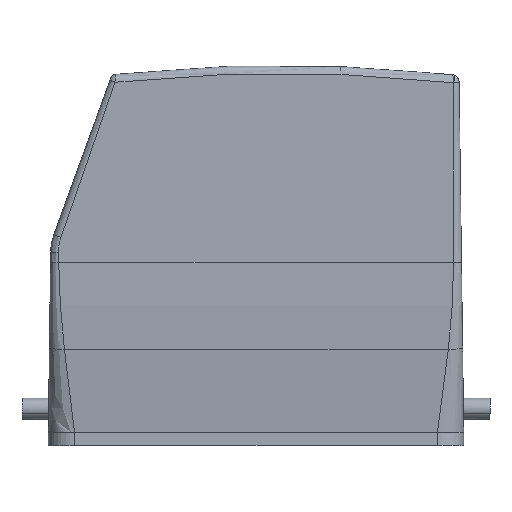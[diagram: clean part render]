
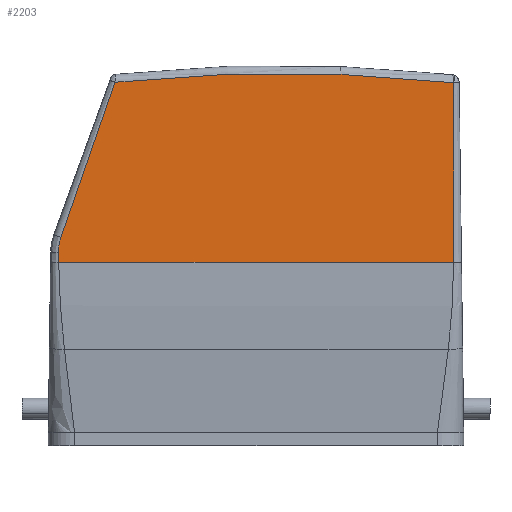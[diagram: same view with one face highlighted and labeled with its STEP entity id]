
A CAD part, left-side view. The second image highlights one B-rep face of the part: STEP entity #2203.
In plain terms, the highlighted planar face has unit normal (-1, 0, 0).
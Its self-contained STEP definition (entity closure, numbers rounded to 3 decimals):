
#2135=AXIS2_PLACEMENT_3D('Plane Axis2P3D',#2132,#2133,#2134) ;
#2139=AXIS2_PLACEMENT_3D('Circle Axis2P3D',#2137,#2138,$) ;
#861=CARTESIAN_POINT('Vertex',(0.,82.023,34.864)) ;
#920=CARTESIAN_POINT('Control Point',(0.,82.051,36.78)) ;
#921=CARTESIAN_POINT('Control Point',(0.,82.046,36.398)) ;
#922=CARTESIAN_POINT('Control Point',(0.,82.041,36.015)) ;
#923=CARTESIAN_POINT('Control Point',(0.,82.036,35.631)) ;
#924=CARTESIAN_POINT('Control Point',(0.,82.03,35.248)) ;
#925=CARTESIAN_POINT('Control Point',(0.,82.023,34.864)) ;
#926=CARTESIAN_POINT('Vertex',(0.,82.051,36.78)) ;
#1175=CARTESIAN_POINT('Control Point',(0.,81.613,39.603)) ;
#1176=CARTESIAN_POINT('Control Point',(0.,81.796,39.058)) ;
#1177=CARTESIAN_POINT('Control Point',(0.,81.934,38.496)) ;
#1178=CARTESIAN_POINT('Control Point',(0.,82.022,37.924)) ;
#1179=CARTESIAN_POINT('Control Point',(0.,82.061,37.351)) ;
#1180=CARTESIAN_POINT('Control Point',(0.,82.051,36.78)) ;
#1181=CARTESIAN_POINT('Vertex',(0.,81.613,39.603)) ;
#2110=CARTESIAN_POINT('Line Origine',(0.,43.947,34.864)) ;
#2114=CARTESIAN_POINT('Vertex',(0.,6.923,34.864)) ;
#2132=CARTESIAN_POINT('Axis2P3D Location',(0.,6.172,-25.473)) ;
#2137=CARTESIAN_POINT('Axis2P3D Location',(0.,39.5,-227.7)) ;
#2141=CARTESIAN_POINT('Vertex',(0.,6.87,69.011)) ;
#2143=CARTESIAN_POINT('Vertex',(0.,71.329,69.098)) ;
#2147=CARTESIAN_POINT('Control Point',(0.,71.329,69.098)) ;
#2148=CARTESIAN_POINT('Control Point',(0.,71.356,69.024)) ;
#2149=CARTESIAN_POINT('Control Point',(0.,71.382,68.95)) ;
#2150=CARTESIAN_POINT('Control Point',(0.,71.409,68.876)) ;
#2151=CARTESIAN_POINT('Control Point',(0.,71.464,68.721)) ;
#2152=CARTESIAN_POINT('Control Point',(0.,71.52,68.566)) ;
#2153=CARTESIAN_POINT('Control Point',(0.,71.537,68.518)) ;
#2154=CARTESIAN_POINT('Control Point',(0.,71.597,68.349)) ;
#2155=CARTESIAN_POINT('Control Point',(0.,71.66,68.172)) ;
#2156=CARTESIAN_POINT('Control Point',(0.,71.692,68.082)) ;
#2157=CARTESIAN_POINT('Control Point',(0.,71.751,67.917)) ;
#2158=CARTESIAN_POINT('Control Point',(0.,71.806,67.765)) ;
#2159=CARTESIAN_POINT('Control Point',(0.,71.831,67.692)) ;
#2160=CARTESIAN_POINT('Control Point',(0.,72.175,66.728)) ;
#2161=CARTESIAN_POINT('Control Point',(0.,72.519,65.763)) ;
#2162=CARTESIAN_POINT('Control Point',(0.,72.836,64.872)) ;
#2163=CARTESIAN_POINT('Control Point',(0.,73.982,61.638)) ;
#2164=CARTESIAN_POINT('Control Point',(0.,75.12,58.404)) ;
#2165=CARTESIAN_POINT('Control Point',(0.,75.94,56.061)) ;
#2166=CARTESIAN_POINT('Control Point',(0.,77.369,51.956)) ;
#2167=CARTESIAN_POINT('Control Point',(0.,78.79,47.845)) ;
#2168=CARTESIAN_POINT('Control Point',(0.,79.401,46.072)) ;
#2169=CARTESIAN_POINT('Control Point',(0.,80.212,43.714)) ;
#2170=CARTESIAN_POINT('Control Point',(0.,81.017,41.355)) ;
#2171=CARTESIAN_POINT('Control Point',(0.,81.209,40.794)) ;
#2172=CARTESIAN_POINT('Control Point',(0.,81.411,40.199)) ;
#2173=CARTESIAN_POINT('Control Point',(0.,81.613,39.603)) ;
#2176=CARTESIAN_POINT('Control Point',(0.,6.87,69.011)) ;
#2177=CARTESIAN_POINT('Control Point',(0.,6.869,68.926)) ;
#2178=CARTESIAN_POINT('Control Point',(0.,6.869,68.84)) ;
#2179=CARTESIAN_POINT('Control Point',(0.,6.868,68.755)) ;
#2180=CARTESIAN_POINT('Control Point',(0.,6.867,68.584)) ;
#2181=CARTESIAN_POINT('Control Point',(0.,6.866,68.413)) ;
#2182=CARTESIAN_POINT('Control Point',(0.,6.865,68.327)) ;
#2183=CARTESIAN_POINT('Control Point',(0.,6.827,62.945)) ;
#2184=CARTESIAN_POINT('Control Point',(0.,6.804,57.566)) ;
#2185=CARTESIAN_POINT('Control Point',(0.,6.816,52.267)) ;
#2186=CARTESIAN_POINT('Control Point',(0.,6.831,45.716)) ;
#2187=CARTESIAN_POINT('Control Point',(0.,6.879,39.166)) ;
#2188=CARTESIAN_POINT('Control Point',(0.,6.889,37.906)) ;
#2189=CARTESIAN_POINT('Control Point',(0.,6.903,36.542)) ;
#2190=CARTESIAN_POINT('Control Point',(0.,6.919,35.177)) ;
#2191=CARTESIAN_POINT('Control Point',(0.,6.921,35.073)) ;
#2192=CARTESIAN_POINT('Control Point',(0.,6.922,34.968)) ;
#2193=CARTESIAN_POINT('Control Point',(0.,6.923,34.864)) ;
#2111=DIRECTION('Vector Direction',(0.,-1.,0.)) ;
#2133=DIRECTION('Axis2P3D Direction',(-1.,0.,0.)) ;
#2134=DIRECTION('Axis2P3D XDirection',(0.,-0.17,0.985)) ;
#2138=DIRECTION('Axis2P3D Direction',(-1.,0.,0.)) ;
#2112=VECTOR('Line Direction',#2111,1.) ;
#2196=ORIENTED_EDGE('',*,*,#2145,.T.) ;
#2197=ORIENTED_EDGE('',*,*,#2174,.F.) ;
#2198=ORIENTED_EDGE('',*,*,#1183,.F.) ;
#2199=ORIENTED_EDGE('',*,*,#928,.F.) ;
#2200=ORIENTED_EDGE('',*,*,#2116,.T.) ;
#2201=ORIENTED_EDGE('',*,*,#2194,.T.) ;
#2203=ADVANCED_FACE('Hood',(#2202),#2136,.T.) ;
#919=B_SPLINE_CURVE_WITH_KNOTS('',5,(#920,#921,#922,#923,#924,#925),.UNSPECIFIED.,.F.,.U.,(6,6),(61.21,63.126),.UNSPECIFIED.) ;
#1174=B_SPLINE_CURVE_WITH_KNOTS('',5,(#1175,#1176,#1177,#1178,#1179,#1180),.UNSPECIFIED.,.F.,.U.,(6,6),(177.029,180.219),.UNSPECIFIED.) ;
#2146=B_SPLINE_CURVE_WITH_KNOTS('',5,(#2147,#2148,#2149,#2150,#2151,#2152,#2153,#2154,#2155,#2156,#2157,#2158,#2159,#2160,#2161,#2162,#2163,#2164,#2165,#2166,#2167,#2168,#2169,#2170,#2171,#2172,#2173),.UNSPECIFIED.,.F.,.U.,(6,3,3,3,3,3,3,3,6),(0.,0.558,1.169,1.72,2.279,8.975,26.593,39.803,44.262),.UNSPECIFIED.) ;
#2175=B_SPLINE_CURVE_WITH_KNOTS('',5,(#2176,#2177,#2178,#2179,#2180,#2181,#2182,#2183,#2184,#2185,#2186,#2187,#2188,#2189,#2190,#2191,#2192,#2193),.UNSPECIFIED.,.F.,.U.,(6,3,3,3,3,6),(0.,0.604,1.208,38.633,47.547,48.286),.UNSPECIFIED.) ;
#2140=CIRCLE('generated circle',#2139,298.5) ;
#928=EDGE_CURVE('',#862,#927,#919,.F.) ;
#1183=EDGE_CURVE('',#927,#1182,#1174,.F.) ;
#2116=EDGE_CURVE('',#862,#2115,#2113,.T.) ;
#2145=EDGE_CURVE('',#2142,#2144,#2140,.T.) ;
#2174=EDGE_CURVE('',#1182,#2144,#2146,.F.) ;
#2194=EDGE_CURVE('',#2115,#2142,#2175,.F.) ;
#2195=EDGE_LOOP('',(#2196,#2197,#2198,#2199,#2200,#2201)) ;
#2202=FACE_OUTER_BOUND('',#2195,.T.) ;
#2113=LINE('Line',#2110,#2112) ;
#2136=PLANE('',#2135) ;
#862=VERTEX_POINT('',#861) ;
#927=VERTEX_POINT('',#926) ;
#1182=VERTEX_POINT('',#1181) ;
#2115=VERTEX_POINT('',#2114) ;
#2142=VERTEX_POINT('',#2141) ;
#2144=VERTEX_POINT('',#2143) ;
